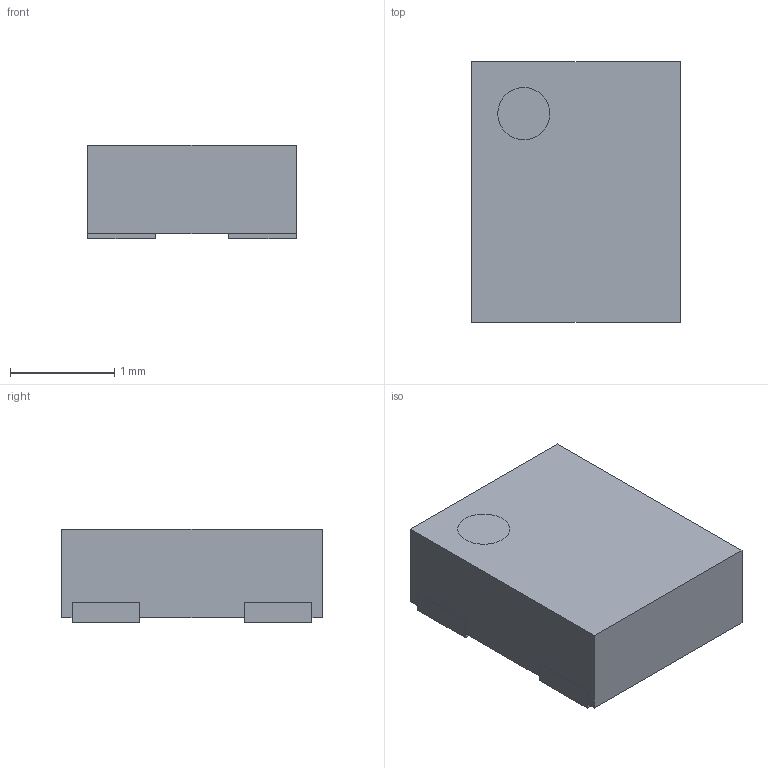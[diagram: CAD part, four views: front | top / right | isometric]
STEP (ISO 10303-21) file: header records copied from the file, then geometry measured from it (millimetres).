
FILE_DESCRIPTION((''),'2;1');
FILE_NAME('OSC_MICREL_2520.stp','2015-01-20T09:18:22',(''),(''),'Mechanical Desktop 2011','Mechanical Desktop 2011',', , ');
FILE_SCHEMA(('AUTOMOTIVE_DESIGN { 1 2 10303 214 1 1 1 1 }'));
Length unit declared in the file: millimetre
Products named in the file (1): Product
Bounding box: 2 x 2.5 x 0.9 mm (x, y, z)
Volume: 4.3 mm3; surface area: 24.4 mm2
Topology: 6 solids, 6 shells, 53 faces, 120 edges, 80 vertices
Faces by surface type: plane 49, cylinder 4
Entity records: 1516 total; most frequent: CARTESIAN_POINT 254, ORIENTED_EDGE 240, DIRECTION 236, EDGE_CURVE 120, VECTOR 112, LINE 112, VERTEX_POINT 80, AXIS2_PLACEMENT_3D 62
